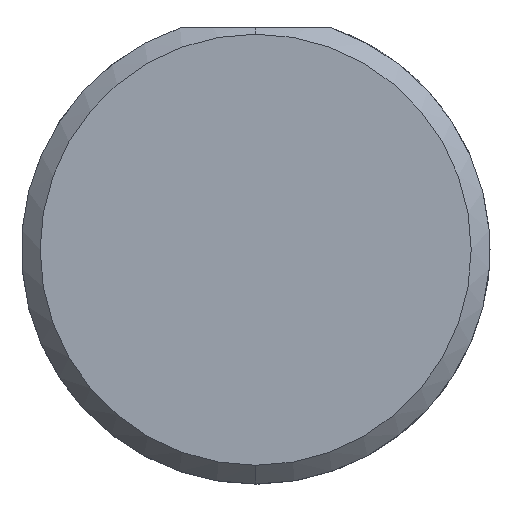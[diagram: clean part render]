
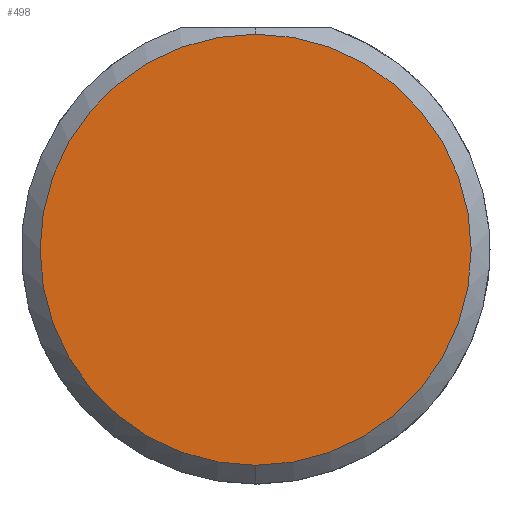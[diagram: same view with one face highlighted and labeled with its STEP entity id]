
A CAD part, left-side view. The second image highlights one B-rep face of the part: STEP entity #498.
In plain terms, the highlighted planar face has unit normal (-1, 0, 0).
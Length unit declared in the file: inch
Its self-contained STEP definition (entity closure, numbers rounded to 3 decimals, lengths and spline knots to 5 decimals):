
#2 = CIRCLE ( 'NONE', #868, 0.17235 ) ;
#7 = DIRECTION ( 'NONE',  ( -1., 0., 0. ) ) ;
#74 = VERTEX_POINT ( 'NONE', #231 ) ;
#85 = AXIS2_PLACEMENT_3D ( 'NONE', #850, #909, #131 ) ;
#129 = ORIENTED_EDGE ( 'NONE', *, *, #789, .T. ) ;
#131 = DIRECTION ( 'NONE',  ( 0., 0., -1. ) ) ;
#200 = DIRECTION ( 'NONE',  ( -1., 0., 0. ) ) ;
#231 = CARTESIAN_POINT ( 'NONE',  ( 0., 0., 0.17235 ) ) ;
#345 = FACE_OUTER_BOUND ( 'NONE', #448, .T. ) ;
#386 = ORIENTED_EDGE ( 'NONE', *, *, #863, .T. ) ;
#448 = EDGE_LOOP ( 'NONE', ( #386, #129 ) ) ;
#498 = ADVANCED_FACE ( 'NONE', ( #345 ), #505, .F. ) ;
#505 = PLANE ( 'NONE',  #85 ) ;
#539 = VERTEX_POINT ( 'NONE', #862 ) ;
#547 = AXIS2_PLACEMENT_3D ( 'NONE', #557, #200, #844 ) ;
#557 = CARTESIAN_POINT ( 'NONE',  ( 0., 0., 0. ) ) ;
#636 = CARTESIAN_POINT ( 'NONE',  ( 0., 0., 0. ) ) ;
#789 = EDGE_CURVE ( 'NONE', #74, #539, #822, .T. ) ;
#822 = CIRCLE ( 'NONE', #547, 0.17235 ) ;
#844 = DIRECTION ( 'NONE',  ( 0., 0., -1. ) ) ;
#849 = DIRECTION ( 'NONE',  ( 0., 0., -1. ) ) ;
#850 = CARTESIAN_POINT ( 'NONE',  ( 0., 0., 0. ) ) ;
#862 = CARTESIAN_POINT ( 'NONE',  ( 0., 0., -0.17235 ) ) ;
#863 = EDGE_CURVE ( 'NONE', #539, #74, #2, .T. ) ;
#868 = AXIS2_PLACEMENT_3D ( 'NONE', #636, #7, #849 ) ;
#909 = DIRECTION ( 'NONE',  ( 1., 0., 0. ) ) ;
